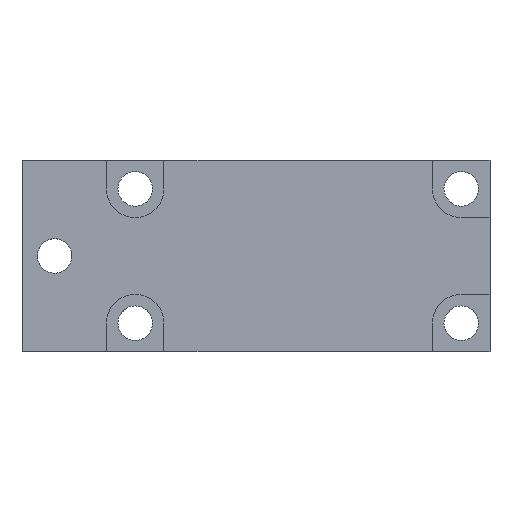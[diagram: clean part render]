
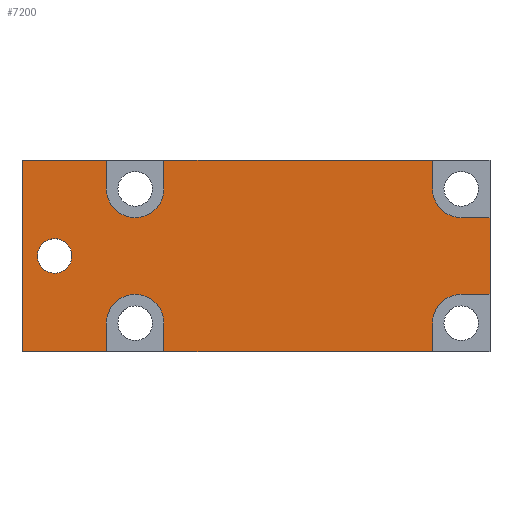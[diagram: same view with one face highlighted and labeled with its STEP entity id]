
A CAD part, top view. The second image highlights one B-rep face of the part: STEP entity #7200.
In plain terms, the highlighted planar face has unit normal (0, 0, 1).
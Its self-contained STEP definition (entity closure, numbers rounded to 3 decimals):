
#100=CARTESIAN_POINT('',(-29.5,42.5,10.));
#110=VERTEX_POINT('',#100);
#160=CARTESIAN_POINT('',(-29.5,0.,10.));
#170=DIRECTION('',(0.,-1.,0.));
#180=VECTOR('',#170,1.);
#190=LINE('',#160,#180);
#200=CARTESIAN_POINT('',(-29.5,-7.5,10.));
#210=VERTEX_POINT('',#200);
#220=EDGE_CURVE('',#110,#210,#190,.T.);
#1270=CARTESIAN_POINT('',(77.5,42.5,10.));
#1280=VERTEX_POINT('',#1270);
#1310=CARTESIAN_POINT('',(0.,42.5,10.));
#1320=DIRECTION('',(-1.,0.,0.));
#1330=VECTOR('',#1320,1.);
#1340=LINE('',#1310,#1330);
#1350=CARTESIAN_POINT('',(7.5,42.5,10.));
#1360=VERTEX_POINT('',#1350);
#1370=EDGE_CURVE('',#1280,#1360,#1340,.T.);
#1590=CARTESIAN_POINT('',(-7.5,42.5,10.));
#1600=VERTEX_POINT('',#1590);
#1630=EDGE_CURVE('',#1600,#110,#1340,.T.);
#2570=CARTESIAN_POINT('',(92.5,7.5,10.));
#2580=VERTEX_POINT('',#2570);
#2610=CARTESIAN_POINT('',(92.5,0.,10.));
#2620=DIRECTION('',(0.,1.,0.));
#2630=VECTOR('',#2620,1.);
#2640=LINE('',#2610,#2630);
#2650=CARTESIAN_POINT('',(92.5,27.5,10.));
#2660=VERTEX_POINT('',#2650);
#2670=EDGE_CURVE('',#2580,#2660,#2640,.T.);
#3390=CARTESIAN_POINT('',(0.,-7.5,10.));
#3400=DIRECTION('',(1.,0.,0.));
#3410=VECTOR('',#3400,1.);
#3420=LINE('',#3390,#3410);
#3430=CARTESIAN_POINT('',(-7.5,-7.5,10.));
#3440=VERTEX_POINT('',#3430);
#3450=EDGE_CURVE('',#210,#3440,#3420,.T.);
#3670=CARTESIAN_POINT('',(7.5,-7.5,10.));
#3680=VERTEX_POINT('',#3670);
#3710=CARTESIAN_POINT('',(77.5,-7.5,10.));
#3720=VERTEX_POINT('',#3710);
#3730=EDGE_CURVE('',#3680,#3720,#3420,.T.);
#5790=CARTESIAN_POINT('',(-25.5,17.5,10.));
#5800=VERTEX_POINT('',#5790);
#5830=CARTESIAN_POINT('',(-21.,17.5,10.));
#5840=DIRECTION('',(0.,0.,-1.));
#5850=DIRECTION('',(1.,0.,0.));
#5860=AXIS2_PLACEMENT_3D('',#5830,#5840,#5850);
#5870=CIRCLE('',#5860,4.5);
#5880=CARTESIAN_POINT('',(-16.5,17.5,10.));
#5890=VERTEX_POINT('',#5880);
#5900=EDGE_CURVE('',#5800,#5890,#5870,.T.);
#6100=CARTESIAN_POINT('',(-30.,-8.,10.));
#6110=DIRECTION('',(0.,0.,1.));
#6120=DIRECTION('',(1.,0.,0.));
#6130=AXIS2_PLACEMENT_3D('',#6100,#6110,#6120);
#6140=PLANE('',#6130);
#6150=CARTESIAN_POINT('',(-7.5,0.,10.));
#6160=DIRECTION('',(0.,1.,0.));
#6170=VECTOR('',#6160,1.);
#6180=LINE('',#6150,#6170);
#6190=CARTESIAN_POINT('',(-7.5,0.,10.));
#6200=VERTEX_POINT('',#6190);
#6210=EDGE_CURVE('',#3440,#6200,#6180,.T.);
#6220=ORIENTED_EDGE('',*,*,#6210,.T.);
#6230=ORIENTED_EDGE('',*,*,#3450,.T.);
#6240=ORIENTED_EDGE('',*,*,#220,.T.);
#6250=ORIENTED_EDGE('',*,*,#1630,.T.);
#6260=CARTESIAN_POINT('',(-7.5,0.,10.));
#6270=DIRECTION('',(0.,1.,0.));
#6280=VECTOR('',#6270,1.);
#6290=LINE('',#6260,#6280);
#6300=CARTESIAN_POINT('',(-7.5,35.,10.));
#6310=VERTEX_POINT('',#6300);
#6320=EDGE_CURVE('',#6310,#1600,#6290,.T.);
#6330=ORIENTED_EDGE('',*,*,#6320,.T.);
#6340=CARTESIAN_POINT('',(0.,35.,10.));
#6350=DIRECTION('',(0.,0.,-1.));
#6360=DIRECTION('',(-1.,0.,0.));
#6370=AXIS2_PLACEMENT_3D('',#6340,#6350,#6360);
#6380=CIRCLE('',#6370,7.5);
#6390=CARTESIAN_POINT('',(7.5,35.,10.));
#6400=VERTEX_POINT('',#6390);
#6410=EDGE_CURVE('',#6400,#6310,#6380,.T.);
#6420=ORIENTED_EDGE('',*,*,#6410,.T.);
#6430=CARTESIAN_POINT('',(7.5,0.,10.));
#6440=DIRECTION('',(0.,-1.,0.));
#6450=VECTOR('',#6440,1.);
#6460=LINE('',#6430,#6450);
#6470=EDGE_CURVE('',#1360,#6400,#6460,.T.);
#6480=ORIENTED_EDGE('',*,*,#6470,.T.);
#6490=ORIENTED_EDGE('',*,*,#1370,.T.);
#6500=CARTESIAN_POINT('',(77.5,0.,10.));
#6510=DIRECTION('',(0.,1.,0.));
#6520=VECTOR('',#6510,1.);
#6530=LINE('',#6500,#6520);
#6540=CARTESIAN_POINT('',(77.5,35.,10.));
#6550=VERTEX_POINT('',#6540);
#6560=EDGE_CURVE('',#6550,#1280,#6530,.T.);
#6570=ORIENTED_EDGE('',*,*,#6560,.T.);
#6580=CARTESIAN_POINT('',(85.,35.,10.));
#6590=DIRECTION('',(0.,0.,-1.));
#6600=DIRECTION('',(-1.,0.,0.));
#6610=AXIS2_PLACEMENT_3D('',#6580,#6590,#6600);
#6620=CIRCLE('',#6610,7.5);
#6630=CARTESIAN_POINT('',(85.,27.5,10.));
#6640=VERTEX_POINT('',#6630);
#6650=EDGE_CURVE('',#6640,#6550,#6620,.T.);
#6660=ORIENTED_EDGE('',*,*,#6650,.T.);
#6670=CARTESIAN_POINT('',(0.,27.5,10.));
#6680=DIRECTION('',(-1.,0.,0.));
#6690=VECTOR('',#6680,1.);
#6700=LINE('',#6670,#6690);
#6710=EDGE_CURVE('',#2660,#6640,#6700,.T.);
#6720=ORIENTED_EDGE('',*,*,#6710,.T.);
#6730=ORIENTED_EDGE('',*,*,#2670,.T.);
#6740=CARTESIAN_POINT('',(0.,7.5,10.));
#6750=DIRECTION('',(1.,0.,0.));
#6760=VECTOR('',#6750,1.);
#6770=LINE('',#6740,#6760);
#6780=CARTESIAN_POINT('',(85.,7.5,10.));
#6790=VERTEX_POINT('',#6780);
#6800=EDGE_CURVE('',#6790,#2580,#6770,.T.);
#6810=ORIENTED_EDGE('',*,*,#6800,.T.);
#6820=CARTESIAN_POINT('',(85.,0.,10.));
#6830=DIRECTION('',(0.,0.,1.));
#6840=DIRECTION('',(-1.,0.,0.));
#6850=AXIS2_PLACEMENT_3D('',#6820,#6830,#6840);
#6860=CIRCLE('',#6850,7.5);
#6870=CARTESIAN_POINT('',(77.5,0.,10.));
#6880=VERTEX_POINT('',#6870);
#6890=EDGE_CURVE('',#6790,#6880,#6860,.T.);
#6900=ORIENTED_EDGE('',*,*,#6890,.F.);
#6910=CARTESIAN_POINT('',(77.5,0.,10.));
#6920=DIRECTION('',(0.,1.,0.));
#6930=VECTOR('',#6920,1.);
#6940=LINE('',#6910,#6930);
#6950=EDGE_CURVE('',#3720,#6880,#6940,.T.);
#6960=ORIENTED_EDGE('',*,*,#6950,.T.);
#6970=ORIENTED_EDGE('',*,*,#3730,.T.);
#6980=CARTESIAN_POINT('',(7.5,0.,10.));
#6990=DIRECTION('',(0.,-1.,0.));
#7000=VECTOR('',#6990,1.);
#7010=LINE('',#6980,#7000);
#7020=CARTESIAN_POINT('',(7.5,0.,10.));
#7030=VERTEX_POINT('',#7020);
#7040=EDGE_CURVE('',#7030,#3680,#7010,.T.);
#7050=ORIENTED_EDGE('',*,*,#7040,.T.);
#7060=CARTESIAN_POINT('',(0.,0.,10.));
#7070=DIRECTION('',(0.,0.,-1.));
#7080=DIRECTION('',(-1.,0.,0.));
#7090=AXIS2_PLACEMENT_3D('',#7060,#7070,#7080);
#7100=CIRCLE('',#7090,7.5);
#7110=EDGE_CURVE('',#6200,#7030,#7100,.T.);
#7120=ORIENTED_EDGE('',*,*,#7110,.T.);
#7130=EDGE_LOOP('',(#7120,#7050,#6970,#6960,#6900,#6810,#6730,#6720,
#6660,#6570,#6490,#6480,#6420,#6330,#6250,#6240,#6230,#6220));
#7140=FACE_OUTER_BOUND('',#7130,.T.);
#7150=ORIENTED_EDGE('',*,*,#5900,.T.);
#7160=EDGE_CURVE('',#5890,#5800,#5870,.T.);
#7170=ORIENTED_EDGE('',*,*,#7160,.T.);
#7180=EDGE_LOOP('',(#7170,#7150));
#7190=FACE_BOUND('',#7180,.T.);
#7200=ADVANCED_FACE('',(#7140,#7190),#6140,.T.);
